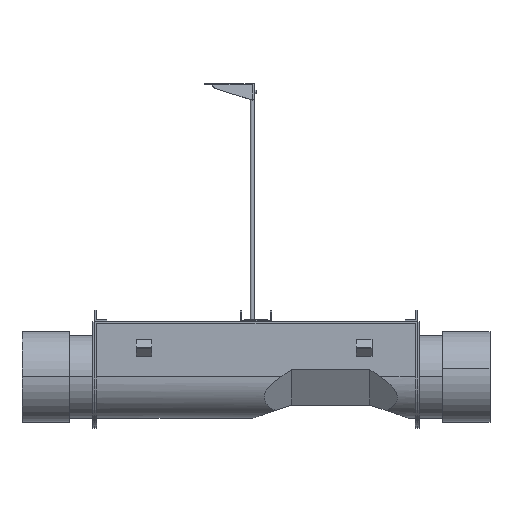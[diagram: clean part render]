
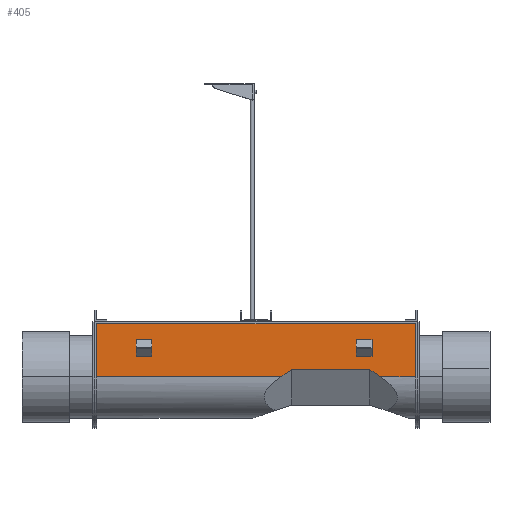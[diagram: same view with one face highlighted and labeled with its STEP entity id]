
A CAD part, top view. The second image highlights one B-rep face of the part: STEP entity #405.
In plain terms, the highlighted planar face has unit normal (0, 0, 1).
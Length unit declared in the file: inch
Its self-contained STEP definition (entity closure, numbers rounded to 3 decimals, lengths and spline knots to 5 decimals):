
#111 = CARTESIAN_POINT ( 'NONE',  ( 15.85217, 5., 5.25 ) ) ;
#186 = CARTESIAN_POINT ( 'NONE',  ( 20.25, 5., 5.25 ) ) ;
#405 = ADVANCED_FACE ( 'NONE', ( #4112 ), #6318, .F. ) ;
#418 = DIRECTION ( 'NONE',  ( 0., -1., 0. ) ) ;
#469 = VERTEX_POINT ( 'NONE', #111 ) ;
#802 = EDGE_CURVE ( 'NONE', #2905, #1651, #2382, .T. ) ;
#976 = EDGE_CURVE ( 'NONE', #6028, #5285, #4647, .T. ) ;
#1043 = CARTESIAN_POINT ( 'NONE',  ( 20.5, 5., 5.25 ) ) ;
#1092 = CARTESIAN_POINT ( 'NONE',  ( 3.14783, 5., 5.25 ) ) ;
#1211 = ORIENTED_EDGE ( 'NONE', *, *, #2073, .F. ) ;
#1236 = EDGE_CURVE ( 'NONE', #4497, #4255, #4207, .T. ) ;
#1266 = EDGE_CURVE ( 'NONE', #4497, #6028, #4585, .T. ) ;
#1296 = VECTOR ( 'NONE', #3579, 39.37008 ) ;
#1338 = CARTESIAN_POINT ( 'NONE',  ( 15.83471, 5.01166, 5.25 ) ) ;
#1577 = CARTESIAN_POINT ( 'NONE',  ( 20.5, 12., 5.25 ) ) ;
#1621 = EDGE_CURVE ( 'NONE', #1943, #2905, #6306, .T. ) ;
#1647 = CARTESIAN_POINT ( 'NONE',  ( 4.54062, 5.92981, 5.25 ) ) ;
#1651 = VERTEX_POINT ( 'NONE', #1092 ) ;
#1738 = ORIENTED_EDGE ( 'NONE', *, *, #1621, .F. ) ;
#1808 = EDGE_CURVE ( 'NONE', #4255, #469, #2808, .T. ) ;
#1943 = VERTEX_POINT ( 'NONE', #2339 ) ;
#1961 = VECTOR ( 'NONE', #5311, 39.37008 ) ;
#2073 = EDGE_CURVE ( 'NONE', #469, #1943, #4981, .T. ) ;
#2339 = CARTESIAN_POINT ( 'NONE',  ( 14.45938, 5.92981, 5.25 ) ) ;
#2347 = CARTESIAN_POINT ( 'NONE',  ( 18.38319, 15.17086, 5.25 ) ) ;
#2382 = LINE ( 'NONE', #2347, #3734 ) ;
#2421 = ORIENTED_EDGE ( 'NONE', *, *, #1266, .T. ) ;
#2674 = CARTESIAN_POINT ( 'NONE',  ( 20.25, 11.75, 5.25 ) ) ;
#2758 = ORIENTED_EDGE ( 'NONE', *, *, #1808, .F. ) ;
#2802 = ORIENTED_EDGE ( 'NONE', *, *, #3219, .F. ) ;
#2808 = LINE ( 'NONE', #6742, #4071 ) ;
#2905 = VERTEX_POINT ( 'NONE', #1647 ) ;
#2909 = DIRECTION ( 'NONE',  ( -0.832, -0.555, 0. ) ) ;
#3219 = EDGE_CURVE ( 'NONE', #1651, #5285, #5329, .T. ) ;
#3579 = DIRECTION ( 'NONE',  ( 0., -1., 0. ) ) ;
#3638 = ORIENTED_EDGE ( 'NONE', *, *, #976, .T. ) ;
#3650 = CARTESIAN_POINT ( 'NONE',  ( 20.5, 5.92981, 5.25 ) ) ;
#3693 = DIRECTION ( 'NONE',  ( 0., 0., -1. ) ) ;
#3734 = VECTOR ( 'NONE', #2909, 39.37008 ) ;
#3806 = ORIENTED_EDGE ( 'NONE', *, *, #1236, .F. ) ;
#4071 = VECTOR ( 'NONE', #5140, 39.37008 ) ;
#4105 = CARTESIAN_POINT ( 'NONE',  ( 20.5, 11.75, 5.25 ) ) ;
#4112 = FACE_OUTER_BOUND ( 'NONE', #5821, .T. ) ;
#4207 = LINE ( 'NONE', #6312, #1296 ) ;
#4255 = VERTEX_POINT ( 'NONE', #186 ) ;
#4311 = DIRECTION ( 'NONE',  ( -1., 0., 0. ) ) ;
#4360 = CARTESIAN_POINT ( 'NONE',  ( -20.25, 5., 5.25 ) ) ;
#4497 = VERTEX_POINT ( 'NONE', #2674 ) ;
#4499 = VECTOR ( 'NONE', #6770, 39.37008 ) ;
#4585 = LINE ( 'NONE', #4105, #5386 ) ;
#4647 = LINE ( 'NONE', #6812, #5606 ) ;
#4650 = CARTESIAN_POINT ( 'NONE',  ( -20.25, 11.75, 5.25 ) ) ;
#4826 = ORIENTED_EDGE ( 'NONE', *, *, #802, .F. ) ;
#4981 = LINE ( 'NONE', #1338, #6813 ) ;
#5140 = DIRECTION ( 'NONE',  ( -1., 0., 0. ) ) ;
#5285 = VERTEX_POINT ( 'NONE', #4360 ) ;
#5311 = DIRECTION ( 'NONE',  ( -1., 0., 0. ) ) ;
#5329 = LINE ( 'NONE', #1043, #4499 ) ;
#5386 = VECTOR ( 'NONE', #4311, 39.37008 ) ;
#5606 = VECTOR ( 'NONE', #418, 39.37008 ) ;
#5802 = DIRECTION ( 'NONE',  ( 0., 1., 0. ) ) ;
#5821 = EDGE_LOOP ( 'NONE', ( #4826, #1738, #1211, #2758, #3806, #2421, #3638, #2802 ) ) ;
#6028 = VERTEX_POINT ( 'NONE', #4650 ) ;
#6306 = LINE ( 'NONE', #3650, #1961 ) ;
#6312 = CARTESIAN_POINT ( 'NONE',  ( 20.25, 12., 5.25 ) ) ;
#6318 = PLANE ( 'NONE',  #6802 ) ;
#6545 = DIRECTION ( 'NONE',  ( -0.832, 0.555, 0. ) ) ;
#6742 = CARTESIAN_POINT ( 'NONE',  ( 20.5, 5., 5.25 ) ) ;
#6770 = DIRECTION ( 'NONE',  ( -1., 0., 0. ) ) ;
#6802 = AXIS2_PLACEMENT_3D ( 'NONE', #1577, #3693, #5802 ) ;
#6812 = CARTESIAN_POINT ( 'NONE',  ( -20.25, 12., 5.25 ) ) ;
#6813 = VECTOR ( 'NONE', #6545, 39.37008 ) ;
